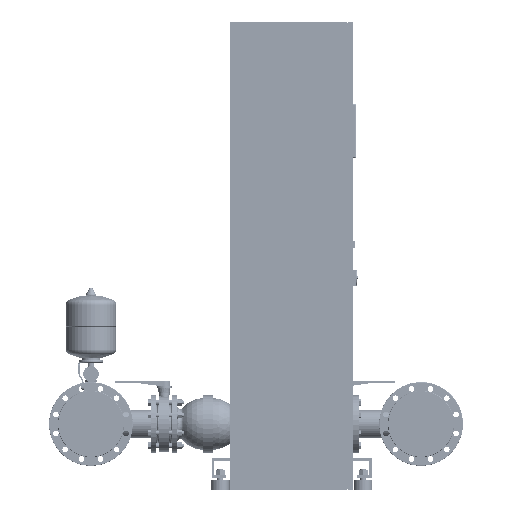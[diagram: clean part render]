
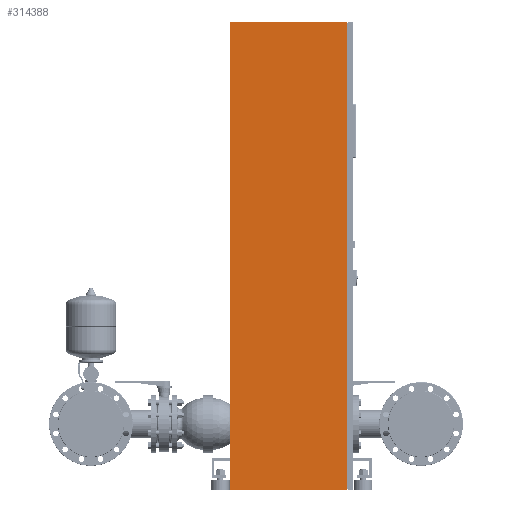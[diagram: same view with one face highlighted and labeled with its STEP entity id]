
A CAD part, left-side view. The second image highlights one B-rep face of the part: STEP entity #314388.
In plain terms, the highlighted planar face has unit normal (-1, 0, 0).
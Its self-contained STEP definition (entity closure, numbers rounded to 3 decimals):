
#314349=CARTESIAN_POINT('',(-1350.0,250.0,0.0));
#314350=DIRECTION('',(-1.0,0.0,0.0));
#314351=DIRECTION('',(0.0,-1.0,0.0));
#314352=AXIS2_PLACEMENT_3D('',#314349,#314350,#314351);
#314353=PLANE('',#314352);
#314354=CARTESIAN_POINT('',(-1350.0,-225.0,0.));
#314355=VERTEX_POINT('',#314354);
#314356=CARTESIAN_POINT('',(-1350.,-225.,1900.));
#314357=VERTEX_POINT('',#314356);
#314358=CARTESIAN_POINT('',(-1350.0,-225.0,0.));
#314359=DIRECTION('',(0.0,0.0,1.0));
#314360=VECTOR('',#314359,1900.);
#314361=LINE('',#314358,#314360);
#314362=EDGE_CURVE('',#314355,#314357,#314361,.T.);
#314363=ORIENTED_EDGE('',*,*,#314362,.T.);
#314364=CARTESIAN_POINT('',(-1350.,250.,1900.));
#314365=VERTEX_POINT('',#314364);
#314366=CARTESIAN_POINT('',(-1350.,250.,1900.));
#314367=DIRECTION('',(0.0,-1.0,0.0));
#314368=VECTOR('',#314367,475.0);
#314369=LINE('',#314366,#314368);
#314370=EDGE_CURVE('',#314365,#314357,#314369,.T.);
#314371=ORIENTED_EDGE('',*,*,#314370,.F.);
#314372=CARTESIAN_POINT('',(-1350.0,250.0,0.0));
#314373=VERTEX_POINT('',#314372);
#314374=CARTESIAN_POINT('',(-1350.,250.,1900.));
#314375=DIRECTION('',(0.0,0.0,-1.0));
#314376=VECTOR('',#314375,1900.);
#314377=LINE('',#314374,#314376);
#314378=EDGE_CURVE('',#314365,#314373,#314377,.T.);
#314379=ORIENTED_EDGE('',*,*,#314378,.T.);
#314380=CARTESIAN_POINT('',(-1350.0,250.0,0.0));
#314381=DIRECTION('',(0.0,-1.0,0.0));
#314382=VECTOR('',#314381,475.0);
#314383=LINE('',#314380,#314382);
#314384=EDGE_CURVE('',#314373,#314355,#314383,.T.);
#314385=ORIENTED_EDGE('',*,*,#314384,.T.);
#314386=EDGE_LOOP('',(#314363,#314371,#314379,#314385));
#314387=FACE_OUTER_BOUND('',#314386,.T.);
#314388=ADVANCED_FACE('',(#314387),#314353,.T.);
